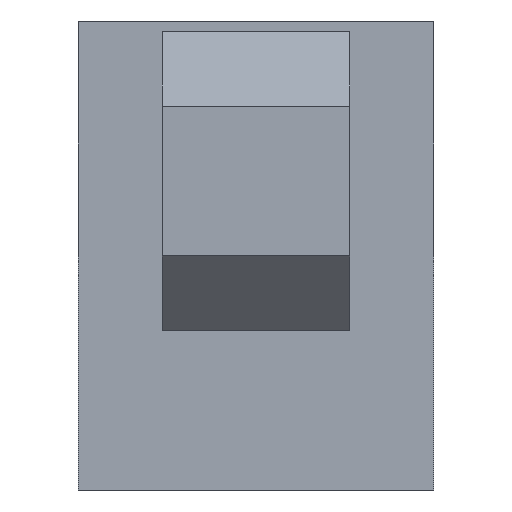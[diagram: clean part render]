
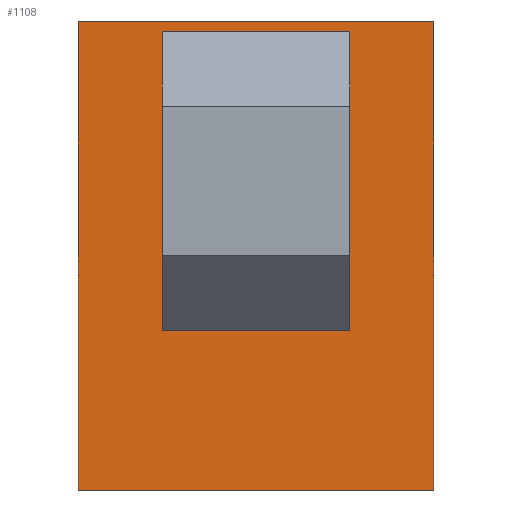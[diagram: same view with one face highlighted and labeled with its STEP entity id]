
A CAD part, front view. The second image highlights one B-rep face of the part: STEP entity #1108.
In plain terms, the highlighted planar face has unit normal (0, -1, 0).
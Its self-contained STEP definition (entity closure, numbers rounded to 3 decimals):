
#55=CIRCLE('',#1188,5.);
#56=CIRCLE('',#1189,5.);
#81=FACE_BOUND('',#186,.T.);
#116=FACE_OUTER_BOUND('',#185,.T.);
#185=EDGE_LOOP('',(#878,#879,#880,#881));
#186=EDGE_LOOP('',(#882,#883,#884,#885,#886,#887));
#280=LINE('',#1681,#400);
#286=LINE('',#1701,#406);
#292=LINE('',#1722,#412);
#294=LINE('',#1725,#414);
#298=LINE('',#1736,#418);
#299=LINE('',#1738,#419);
#300=LINE('',#1742,#420);
#301=LINE('',#1744,#421);
#400=VECTOR('',#1340,25.);
#406=VECTOR('',#1362,19.);
#412=VECTOR('',#1380,25.);
#414=VECTOR('',#1384,19.);
#418=VECTOR('',#1398,5.);
#419=VECTOR('',#1399,5.);
#420=VECTOR('',#1402,5.);
#421=VECTOR('',#1403,5.);
#511=VERTEX_POINT('',#1678);
#512=VERTEX_POINT('',#1680);
#518=VERTEX_POINT('',#1700);
#525=VERTEX_POINT('',#1716);
#528=VERTEX_POINT('',#1734);
#529=VERTEX_POINT('',#1735);
#530=VERTEX_POINT('',#1737);
#531=VERTEX_POINT('',#1739);
#532=VERTEX_POINT('',#1741);
#533=VERTEX_POINT('',#1743);
#630=EDGE_CURVE('',#511,#512,#280,.T.);
#640=EDGE_CURVE('',#512,#518,#286,.T.);
#651=EDGE_CURVE('',#525,#518,#292,.T.);
#653=EDGE_CURVE('',#511,#525,#294,.T.);
#657=EDGE_CURVE('',#528,#529,#298,.T.);
#658=EDGE_CURVE('',#530,#528,#299,.T.);
#659=EDGE_CURVE('',#531,#530,#55,.T.);
#660=EDGE_CURVE('',#532,#531,#300,.T.);
#661=EDGE_CURVE('',#533,#532,#301,.T.);
#662=EDGE_CURVE('',#529,#533,#56,.T.);
#878=ORIENTED_EDGE('',*,*,#640,.F.);
#879=ORIENTED_EDGE('',*,*,#630,.F.);
#880=ORIENTED_EDGE('',*,*,#653,.T.);
#881=ORIENTED_EDGE('',*,*,#651,.T.);
#882=ORIENTED_EDGE('',*,*,#657,.F.);
#883=ORIENTED_EDGE('',*,*,#658,.F.);
#884=ORIENTED_EDGE('',*,*,#659,.F.);
#885=ORIENTED_EDGE('',*,*,#660,.F.);
#886=ORIENTED_EDGE('',*,*,#661,.F.);
#887=ORIENTED_EDGE('',*,*,#662,.F.);
#1056=PLANE('',#1187);
#1108=ADVANCED_FACE('',(#116,#81),#1056,.T.);
#1187=AXIS2_PLACEMENT_3D('',#1733,#1396,#1397);
#1188=AXIS2_PLACEMENT_3D('',#1740,#1400,#1401);
#1189=AXIS2_PLACEMENT_3D('',#1745,#1404,#1405);
#1340=DIRECTION('',(0.,0.,1.));
#1362=DIRECTION('',(1.,0.,0.));
#1380=DIRECTION('',(0.,0.,1.));
#1384=DIRECTION('',(1.,0.,0.));
#1396=DIRECTION('center_axis',(0.,-1.,0.));
#1397=DIRECTION('ref_axis',(0.,0.,-1.));
#1398=DIRECTION('',(-1.,0.,0.));
#1399=DIRECTION('',(0.,0.,1.));
#1400=DIRECTION('center_axis',(0.,-1.,0.));
#1401=DIRECTION('ref_axis',(0.,0.,1.));
#1402=DIRECTION('',(1.,0.,0.));
#1403=DIRECTION('',(0.,0.,-1.));
#1404=DIRECTION('center_axis',(0.,-1.,0.));
#1405=DIRECTION('ref_axis',(0.,0.,1.));
#1678=CARTESIAN_POINT('',(0.,0.,-25.));
#1680=CARTESIAN_POINT('',(0.,0.,0.));
#1681=CARTESIAN_POINT('',(0.,0.,-25.));
#1700=CARTESIAN_POINT('',(19.,0.,0.));
#1701=CARTESIAN_POINT('',(0.,0.,0.));
#1716=CARTESIAN_POINT('',(19.,0.,-25.));
#1722=CARTESIAN_POINT('',(19.,0.,-25.));
#1725=CARTESIAN_POINT('',(0.,0.,-25.));
#1733=CARTESIAN_POINT('Origin',(0.,0.,-25.));
#1734=CARTESIAN_POINT('',(14.5,0.,-3.5));
#1735=CARTESIAN_POINT('',(9.5,0.,-3.5));
#1736=CARTESIAN_POINT('',(14.5,0.,-3.5));
#1737=CARTESIAN_POINT('',(14.5,0.,-8.5));
#1738=CARTESIAN_POINT('',(14.5,0.,-8.5));
#1739=CARTESIAN_POINT('',(9.5,0.,-13.5));
#1740=CARTESIAN_POINT('Origin',(9.5,0.,-8.5));
#1741=CARTESIAN_POINT('',(4.5,0.,-13.5));
#1742=CARTESIAN_POINT('',(4.5,0.,-13.5));
#1743=CARTESIAN_POINT('',(4.5,0.,-8.5));
#1744=CARTESIAN_POINT('',(4.5,0.,-8.5));
#1745=CARTESIAN_POINT('Origin',(9.5,0.,-8.5));
